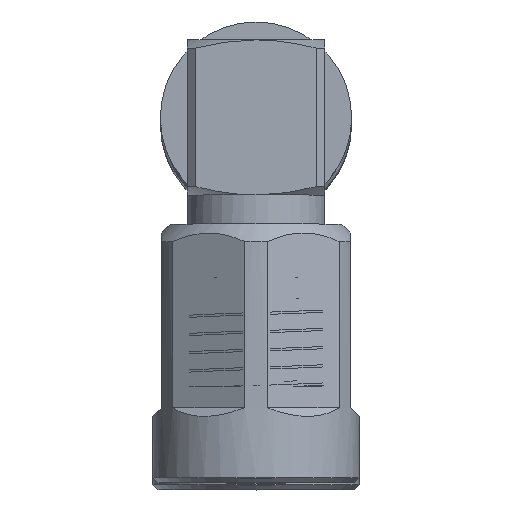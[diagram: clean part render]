
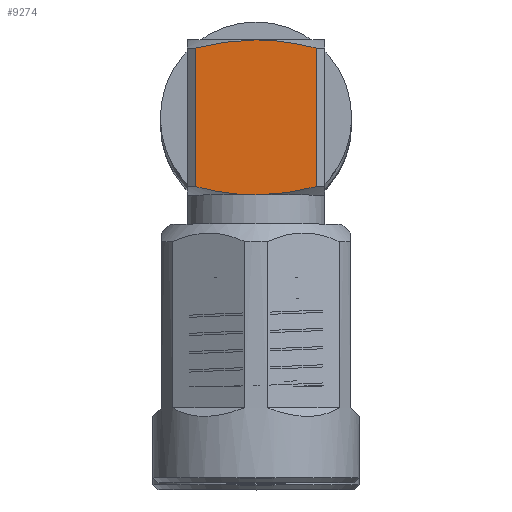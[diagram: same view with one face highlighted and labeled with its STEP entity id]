
A CAD part, top view. The second image highlights one B-rep face of the part: STEP entity #9274.
In plain terms, the highlighted face is planar.
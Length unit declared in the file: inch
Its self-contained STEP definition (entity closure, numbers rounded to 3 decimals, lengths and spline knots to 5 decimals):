
#44 = CARTESIAN_POINT ( 'NONE',  ( 0.17717, 0.1575, 0.02292 ) ) ;
#229 = B_SPLINE_CURVE_WITH_KNOTS ( 'NONE', 3,
 ( #2240, #44, #6732, #3671, #7395, #2965 ),
 .UNSPECIFIED., .F., .F.,
 ( 4, 2, 4 ),
 ( 0.00841, 0.01018, 0.01195 ),
 .UNSPECIFIED. ) ;
#311 = CARTESIAN_POINT ( 'NONE',  ( -0.1584, 0.1575, 0.13748 ) ) ;
#345 = ORIENTED_EDGE ( 'NONE', *, *, #526, .T. ) ;
#436 = CARTESIAN_POINT ( 'NONE',  ( -0.16857, 0.1575, -0.09184 ) ) ;
#504 = B_SPLINE_CURVE_WITH_KNOTS ( 'NONE', 3,
 ( #2414, #3148, #4618, #436, #7053, #8484 ),
 .UNSPECIFIED., .F., .F.,
 ( 4, 2, 4 ),
 ( 0.0222, 0.02397, 0.02574 ),
 .UNSPECIFIED. ) ;
#526 = EDGE_CURVE ( 'NONE', #4278, #9384, #5530, .T. ) ;
#539 = PLANE ( 'NONE',  #6770 ) ;
#623 = CARTESIAN_POINT ( 'NONE',  ( 0.1584, 0.1575, -0.13748 ) ) ;
#905 = VECTOR ( 'NONE', #8901, 39.37008 ) ;
#965 = ORIENTED_EDGE ( 'NONE', *, *, #9473, .T. ) ;
#986 = ORIENTED_EDGE ( 'NONE', *, *, #3986, .F. ) ;
#1261 = CARTESIAN_POINT ( 'NONE',  ( -0.17717, 0.1575, 0.15748 ) ) ;
#1457 = CARTESIAN_POINT ( 'NONE',  ( 0.1584, 0.1575, 0.13748 ) ) ;
#1841 = DIRECTION ( 'NONE',  ( 1., 0., 0. ) ) ;
#1902 = CARTESIAN_POINT ( 'NONE',  ( -0.17717, 0.1575, 0.13748 ) ) ;
#1916 = CARTESIAN_POINT ( 'NONE',  ( 0.16857, 0.1575, -0.09184 ) ) ;
#2108 = CARTESIAN_POINT ( 'NONE',  ( -0.1584, 0.1575, 0.13748 ) ) ;
#2240 = CARTESIAN_POINT ( 'NONE',  ( 0.17717, 0.1575, 0. ) ) ;
#2414 = CARTESIAN_POINT ( 'NONE',  ( -0.17717, 0.1575, 0. ) ) ;
#2445 = EDGE_CURVE ( 'NONE', #4624, #8106, #504, .T. ) ;
#2584 = CARTESIAN_POINT ( 'NONE',  ( 0.17526, 0.1575, -0.04602 ) ) ;
#2844 = VERTEX_POINT ( 'NONE', #5696 ) ;
#2965 = CARTESIAN_POINT ( 'NONE',  ( 0.1584, 0.1575, 0.13748 ) ) ;
#3148 = CARTESIAN_POINT ( 'NONE',  ( -0.17717, 0.1575, -0.02305 ) ) ;
#3218 = CARTESIAN_POINT ( 'NONE',  ( -0.1584, 0.1575, -0.13748 ) ) ;
#3319 = LINE ( 'NONE', #8215, #905 ) ;
#3372 = CARTESIAN_POINT ( 'NONE',  ( 0.1584, 0.1575, -0.13748 ) ) ;
#3671 = CARTESIAN_POINT ( 'NONE',  ( 0.16854, 0.1575, 0.09207 ) ) ;
#3731 = CARTESIAN_POINT ( 'NONE',  ( -0.17717, 0.1575, 0. ) ) ;
#3802 = EDGE_CURVE ( 'NONE', #2844, #9384, #229, .T. ) ;
#3986 = EDGE_CURVE ( 'NONE', #4278, #4624, #6842, .T. ) ;
#4190 = ORIENTED_EDGE ( 'NONE', *, *, #2445, .F. ) ;
#4278 = VERTEX_POINT ( 'NONE', #311 ) ;
#4618 = CARTESIAN_POINT ( 'NONE',  ( -0.17526, 0.1575, -0.04602 ) ) ;
#4624 = VERTEX_POINT ( 'NONE', #3731 ) ;
#4971 = DIRECTION ( 'NONE',  ( 0., 0., -1. ) ) ;
#5035 = CARTESIAN_POINT ( 'NONE',  ( -0.16854, 0.1575, 0.09207 ) ) ;
#5434 = ORIENTED_EDGE ( 'NONE', *, *, #7167, .F. ) ;
#5530 = LINE ( 'NONE', #1902, #9257 ) ;
#5696 = CARTESIAN_POINT ( 'NONE',  ( 0.17717, 0.1575, 0. ) ) ;
#6285 = CARTESIAN_POINT ( 'NONE',  ( 0.16384, 0.1575, -0.11474 ) ) ;
#6412 = DIRECTION ( 'NONE',  ( 0., -1., 0. ) ) ;
#6499 = CARTESIAN_POINT ( 'NONE',  ( -0.16379, 0.1575, 0.11493 ) ) ;
#6625 = CARTESIAN_POINT ( 'NONE',  ( -0.17717, 0.1575, 0.02292 ) ) ;
#6732 = CARTESIAN_POINT ( 'NONE',  ( 0.17528, 0.1575, 0.04593 ) ) ;
#6770 = AXIS2_PLACEMENT_3D ( 'NONE', #1261, #6412, #4971 ) ;
#6842 = B_SPLINE_CURVE_WITH_KNOTS ( 'NONE', 3,
 ( #2108, #6499, #5035, #7383, #6625, #7352 ),
 .UNSPECIFIED., .F., .F.,
 ( 4, 2, 4 ),
 ( 0.01867, 0.02044, 0.0222 ),
 .UNSPECIFIED. ) ;
#6847 = EDGE_LOOP ( 'NONE', ( #5434, #965, #4190, #986, #345, #8479 ) ) ;
#7053 = CARTESIAN_POINT ( 'NONE',  ( -0.16384, 0.1575, -0.11474 ) ) ;
#7167 = EDGE_CURVE ( 'NONE', #9446, #2844, #9281, .T. ) ;
#7352 = CARTESIAN_POINT ( 'NONE',  ( -0.17717, 0.1575, 0. ) ) ;
#7383 = CARTESIAN_POINT ( 'NONE',  ( -0.17528, 0.1575, 0.04593 ) ) ;
#7395 = CARTESIAN_POINT ( 'NONE',  ( 0.16379, 0.1575, 0.11493 ) ) ;
#8106 = VERTEX_POINT ( 'NONE', #3218 ) ;
#8215 = CARTESIAN_POINT ( 'NONE',  ( -0.15343, 0.1575, -0.13748 ) ) ;
#8435 = FACE_OUTER_BOUND ( 'NONE', #6847, .T. ) ;
#8479 = ORIENTED_EDGE ( 'NONE', *, *, #3802, .F. ) ;
#8484 = CARTESIAN_POINT ( 'NONE',  ( -0.1584, 0.1575, -0.13748 ) ) ;
#8554 = CARTESIAN_POINT ( 'NONE',  ( 0.17717, 0.1575, 0. ) ) ;
#8901 = DIRECTION ( 'NONE',  ( -1., 0., 0. ) ) ;
#9244 = CARTESIAN_POINT ( 'NONE',  ( 0.17717, 0.1575, -0.02305 ) ) ;
#9257 = VECTOR ( 'NONE', #1841, 39.37008 ) ;
#9274 = ADVANCED_FACE ( 'NONE', ( #8435 ), #539, .F. ) ;
#9281 = B_SPLINE_CURVE_WITH_KNOTS ( 'NONE', 3,
 ( #3372, #6285, #1916, #2584, #9244, #8554 ),
 .UNSPECIFIED., .F., .F.,
 ( 4, 2, 4 ),
 ( 0.00486, 0.00664, 0.00841 ),
 .UNSPECIFIED. ) ;
#9384 = VERTEX_POINT ( 'NONE', #1457 ) ;
#9446 = VERTEX_POINT ( 'NONE', #623 ) ;
#9473 = EDGE_CURVE ( 'NONE', #9446, #8106, #3319, .T. ) ;
